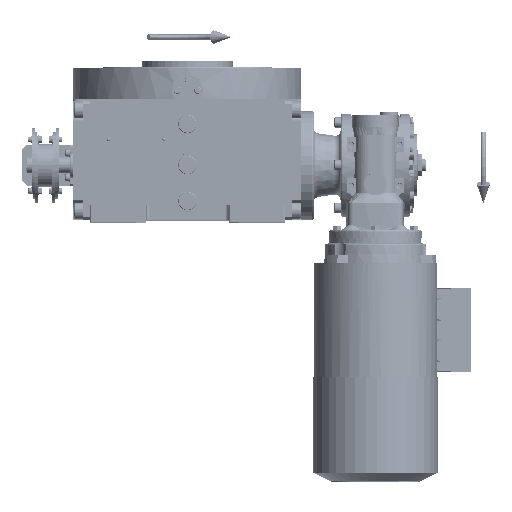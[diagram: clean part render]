
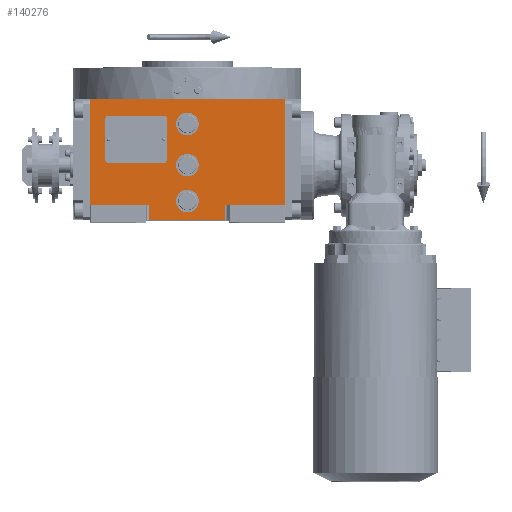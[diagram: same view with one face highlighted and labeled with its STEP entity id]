
A CAD part, top view. The second image highlights one B-rep face of the part: STEP entity #140276.
In plain terms, the highlighted planar face has unit normal (0, 0, 1).
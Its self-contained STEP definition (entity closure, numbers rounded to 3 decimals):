
#1357 = ORIENTED_EDGE ( 'NONE', *, *, #75450, .T. ) ;
#2315 = DIRECTION ( 'NONE',  ( 1., 0., 0. ) ) ;
#2614 = CARTESIAN_POINT ( 'NONE',  ( -94.5, 64.5, 163.5 ) ) ;
#2929 = CARTESIAN_POINT ( 'NONE',  ( -94.5, -38.5, 163.5 ) ) ;
#3363 = CARTESIAN_POINT ( 'NONE',  ( -37., -53.5, 163.5 ) ) ;
#3665 = EDGE_CURVE ( 'NONE', #91185, #40731, #145661, .T. ) ;
#4283 = VERTEX_POINT ( 'NONE', #41857 ) ;
#5385 = LINE ( 'NONE', #160006, #92960 ) ;
#5723 = PLANE ( 'NONE',  #32826 ) ;
#5776 = VECTOR ( 'NONE', #2315, 1000. ) ;
#6050 = CARTESIAN_POINT ( 'NONE',  ( 94.5, 64.5, 163.5 ) ) ;
#6869 = ORIENTED_EDGE ( 'NONE', *, *, #30503, .F. ) ;
#7292 = EDGE_LOOP ( 'NONE', ( #85018, #118003 ) ) ;
#8708 = DIRECTION ( 'NONE',  ( 0., 1., 0. ) ) ;
#9357 = ORIENTED_EDGE ( 'NONE', *, *, #123002, .F. ) ;
#10280 = CARTESIAN_POINT ( 'NONE',  ( 94.5, -38.5, 163.5 ) ) ;
#10995 = ORIENTED_EDGE ( 'NONE', *, *, #23416, .T. ) ;
#12384 = VERTEX_POINT ( 'NONE', #6050 ) ;
#14917 = CIRCLE ( 'NONE', #108330, 11. ) ;
#16420 = EDGE_CURVE ( 'NONE', #99334, #71914, #111923, .T. ) ;
#17486 = DIRECTION ( 'NONE',  ( 1., 0., 0. ) ) ;
#17608 = EDGE_LOOP ( 'NONE', ( #103268, #9357, #131051, #1357, #139062, #53991, #10995, #115129 ) ) ;
#22030 = EDGE_CURVE ( 'NONE', #76100, #4283, #113503, .T. ) ;
#23283 = EDGE_CURVE ( 'NONE', #139269, #50025, #141890, .T. ) ;
#23416 = EDGE_CURVE ( 'NONE', #23571, #4283, #109255, .T. ) ;
#23571 = VERTEX_POINT ( 'NONE', #2929 ) ;
#24983 = ORIENTED_EDGE ( 'NONE', *, *, #74469, .F. ) ;
#24997 = LINE ( 'NONE', #125317, #140968 ) ;
#25745 = CARTESIAN_POINT ( 'NONE',  ( -37., -53.5, 163.5 ) ) ;
#27427 = CARTESIAN_POINT ( 'NONE',  ( 37., -38.5, 163.5 ) ) ;
#28907 = DIRECTION ( 'NONE',  ( 1., 0., 0. ) ) ;
#29481 = VERTEX_POINT ( 'NONE', #96882 ) ;
#30062 = FACE_BOUND ( 'NONE', #7292, .T. ) ;
#30503 = EDGE_CURVE ( 'NONE', #40731, #91185, #14917, .T. ) ;
#31477 = ORIENTED_EDGE ( 'NONE', *, *, #115187, .F. ) ;
#32826 = AXIS2_PLACEMENT_3D ( 'NONE', #70153, #131990, #17486 ) ;
#34666 = AXIS2_PLACEMENT_3D ( 'NONE', #91599, #53119, #28907 ) ;
#34689 = EDGE_CURVE ( 'NONE', #23571, #81142, #24997, .T. ) ;
#40731 = VERTEX_POINT ( 'NONE', #163289 ) ;
#41857 = CARTESIAN_POINT ( 'NONE',  ( -37., -38.5, 163.5 ) ) ;
#43395 = CARTESIAN_POINT ( 'NONE',  ( 0., 40., 163.5 ) ) ;
#45291 = CIRCLE ( 'NONE', #34666, 11. ) ;
#45724 = DIRECTION ( 'NONE',  ( 1., 0., 0. ) ) ;
#47612 = DIRECTION ( 'NONE',  ( 0., 1., 0. ) ) ;
#49938 = LINE ( 'NONE', #100926, #91718 ) ;
#50025 = VERTEX_POINT ( 'NONE', #10280 ) ;
#53119 = DIRECTION ( 'NONE',  ( 0., 0., 1. ) ) ;
#53459 = DIRECTION ( 'NONE',  ( -1., 0., 0. ) ) ;
#53991 = ORIENTED_EDGE ( 'NONE', *, *, #34689, .F. ) ;
#57800 = ORIENTED_EDGE ( 'NONE', *, *, #3665, .F. ) ;
#58559 = CARTESIAN_POINT ( 'NONE',  ( -11., 0., 163.5 ) ) ;
#58599 = AXIS2_PLACEMENT_3D ( 'NONE', #43395, #69338, #53459 ) ;
#61136 = DIRECTION ( 'NONE',  ( 1., 0., 0. ) ) ;
#62862 = AXIS2_PLACEMENT_3D ( 'NONE', #111395, #84729, #159904 ) ;
#62930 = DIRECTION ( 'NONE',  ( -1., 0., 0. ) ) ;
#63095 = AXIS2_PLACEMENT_3D ( 'NONE', #115578, #103032, #129773 ) ;
#64535 = VERTEX_POINT ( 'NONE', #58559 ) ;
#65050 = CARTESIAN_POINT ( 'NONE',  ( 11., -35., 163.5 ) ) ;
#69338 = DIRECTION ( 'NONE',  ( 0., 0., 1. ) ) ;
#70153 = CARTESIAN_POINT ( 'NONE',  ( -94.5, -53.5, 163.5 ) ) ;
#71914 = VERTEX_POINT ( 'NONE', #101141 ) ;
#72135 = EDGE_LOOP ( 'NONE', ( #57800, #6869 ) ) ;
#74469 = EDGE_CURVE ( 'NONE', #64535, #29481, #92491, .T. ) ;
#75441 = DIRECTION ( 'NONE',  ( 1., 0., 0. ) ) ;
#75450 = EDGE_CURVE ( 'NONE', #50025, #12384, #5385, .T. ) ;
#76100 = VERTEX_POINT ( 'NONE', #3363 ) ;
#76718 = DIRECTION ( 'NONE',  ( 1., 0., 0. ) ) ;
#78415 = DIRECTION ( 'NONE',  ( 0., 1., 0. ) ) ;
#80512 = VECTOR ( 'NONE', #75441, 1000. ) ;
#81022 = CARTESIAN_POINT ( 'NONE',  ( 37., -38.5, 163.5 ) ) ;
#81142 = VERTEX_POINT ( 'NONE', #133500 ) ;
#81275 = EDGE_CURVE ( 'NONE', #71914, #99334, #45291, .T. ) ;
#81880 = FACE_OUTER_BOUND ( 'NONE', #17608, .T. ) ;
#84729 = DIRECTION ( 'NONE',  ( 0., 0., 1. ) ) ;
#85018 = ORIENTED_EDGE ( 'NONE', *, *, #81275, .F. ) ;
#87951 = CARTESIAN_POINT ( 'NONE',  ( -11., 40., 163.5 ) ) ;
#89691 = CARTESIAN_POINT ( 'NONE',  ( 0., -35., 163.5 ) ) ;
#91185 = VERTEX_POINT ( 'NONE', #65050 ) ;
#91282 = VECTOR ( 'NONE', #78415, 1000. ) ;
#91599 = CARTESIAN_POINT ( 'NONE',  ( 0., 40., 163.5 ) ) ;
#91718 = VECTOR ( 'NONE', #76718, 1000. ) ;
#92491 = CIRCLE ( 'NONE', #63095, 11. ) ;
#92960 = VECTOR ( 'NONE', #8708, 1000. ) ;
#95635 = EDGE_CURVE ( 'NONE', #81142, #12384, #128041, .T. ) ;
#96618 = AXIS2_PLACEMENT_3D ( 'NONE', #139628, #112113, #61136 ) ;
#96868 = FACE_BOUND ( 'NONE', #72135, .T. ) ;
#96882 = CARTESIAN_POINT ( 'NONE',  ( 11., 0., 163.5 ) ) ;
#99334 = VERTEX_POINT ( 'NONE', #87951 ) ;
#100746 = CARTESIAN_POINT ( 'NONE',  ( 37., -38.5, 163.5 ) ) ;
#100926 = CARTESIAN_POINT ( 'NONE',  ( -37., -53.5, 163.5 ) ) ;
#101141 = CARTESIAN_POINT ( 'NONE',  ( 11., 40., 163.5 ) ) ;
#103032 = DIRECTION ( 'NONE',  ( 0., 0., 1. ) ) ;
#103268 = ORIENTED_EDGE ( 'NONE', *, *, #106552, .T. ) ;
#106552 = EDGE_CURVE ( 'NONE', #76100, #117658, #49938, .T. ) ;
#108330 = AXIS2_PLACEMENT_3D ( 'NONE', #89691, #115565, #62930 ) ;
#109255 = LINE ( 'NONE', #160199, #155161 ) ;
#111395 = CARTESIAN_POINT ( 'NONE',  ( 0., -35., 163.5 ) ) ;
#111923 = CIRCLE ( 'NONE', #58599, 11. ) ;
#112113 = DIRECTION ( 'NONE',  ( 0., 0., 1. ) ) ;
#113184 = CARTESIAN_POINT ( 'NONE',  ( 37., -53.5, 163.5 ) ) ;
#113503 = LINE ( 'NONE', #25745, #91282 ) ;
#115129 = ORIENTED_EDGE ( 'NONE', *, *, #22030, .F. ) ;
#115187 = EDGE_CURVE ( 'NONE', #29481, #64535, #163366, .T. ) ;
#115565 = DIRECTION ( 'NONE',  ( 0., 0., 1. ) ) ;
#115578 = CARTESIAN_POINT ( 'NONE',  ( 0., 0., 163.5 ) ) ;
#117658 = VERTEX_POINT ( 'NONE', #113184 ) ;
#118003 = ORIENTED_EDGE ( 'NONE', *, *, #16420, .F. ) ;
#122758 = FACE_BOUND ( 'NONE', #134627, .T. ) ;
#123002 = EDGE_CURVE ( 'NONE', #139269, #117658, #138365, .T. ) ;
#125317 = CARTESIAN_POINT ( 'NONE',  ( -94.5, -38.5, 163.5 ) ) ;
#128041 = LINE ( 'NONE', #2614, #80512 ) ;
#129773 = DIRECTION ( 'NONE',  ( -1., 0., 0. ) ) ;
#131051 = ORIENTED_EDGE ( 'NONE', *, *, #23283, .T. ) ;
#131990 = DIRECTION ( 'NONE',  ( 0., 0., 1. ) ) ;
#133500 = CARTESIAN_POINT ( 'NONE',  ( -94.5, 64.5, 163.5 ) ) ;
#134627 = EDGE_LOOP ( 'NONE', ( #31477, #24983 ) ) ;
#138365 = LINE ( 'NONE', #100746, #156905 ) ;
#139062 = ORIENTED_EDGE ( 'NONE', *, *, #95635, .F. ) ;
#139269 = VERTEX_POINT ( 'NONE', #81022 ) ;
#139628 = CARTESIAN_POINT ( 'NONE',  ( 0., 0., 163.5 ) ) ;
#140276 = ADVANCED_FACE ( 'NONE', ( #122758, #96868, #30062, #81880 ), #5723, .T. ) ;
#140968 = VECTOR ( 'NONE', #47612, 1000. ) ;
#141890 = LINE ( 'NONE', #27427, #5776 ) ;
#145661 = CIRCLE ( 'NONE', #62862, 11. ) ;
#155161 = VECTOR ( 'NONE', #45724, 1000. ) ;
#156905 = VECTOR ( 'NONE', #161776, 1000. ) ;
#159904 = DIRECTION ( 'NONE',  ( 1., 0., 0. ) ) ;
#160006 = CARTESIAN_POINT ( 'NONE',  ( 94.5, -38.5, 163.5 ) ) ;
#160199 = CARTESIAN_POINT ( 'NONE',  ( -94.5, -38.5, 163.5 ) ) ;
#161776 = DIRECTION ( 'NONE',  ( 0., -1., 0. ) ) ;
#163289 = CARTESIAN_POINT ( 'NONE',  ( -11., -35., 163.5 ) ) ;
#163366 = CIRCLE ( 'NONE', #96618, 11. ) ;
